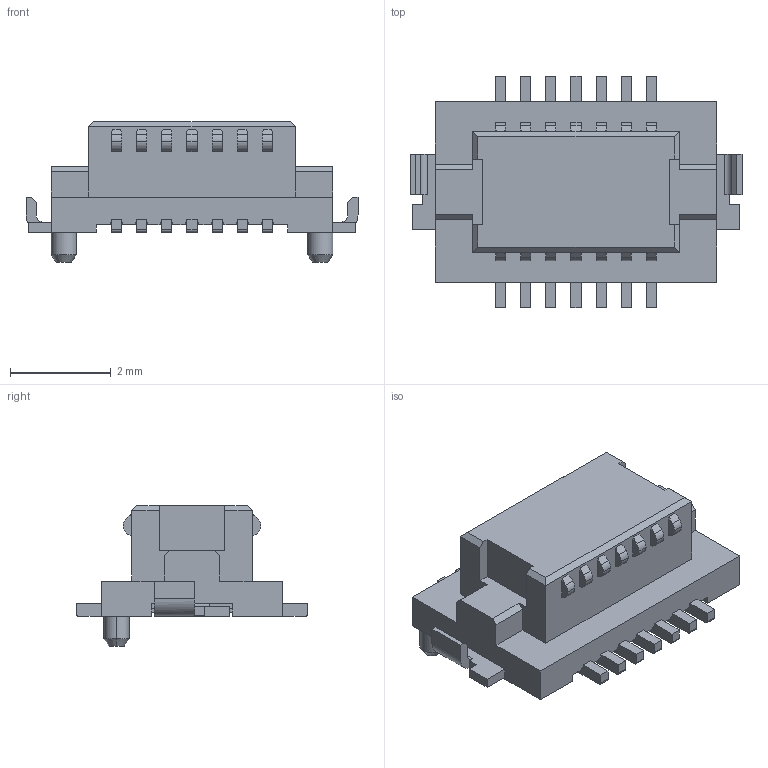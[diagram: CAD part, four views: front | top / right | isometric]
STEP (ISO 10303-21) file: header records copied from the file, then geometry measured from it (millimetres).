
FILE_DESCRIPTION(('CoCreate Modeling STEP Export'),'2;1');
FILE_NAME('DF12(3.0)-14DS-0.5V.stp','2014-03-27T13:14:25',(''),(''),'CoCreate Modeling STEP processor for AP214 (Solid Model)','CoCreate Modeling 17.0 01-Apr-2010 (C) Parametric Technology GmbH','');
FILE_SCHEMA(('AUTOMOTIVE_DESIGN { 1 0 10303 214 1 1 1 1 }'));
Length unit declared in the file: millimetre
Products named in the file (1): DF12(3.0)-14DS-0.5V
Bounding box: 6.6 x 4.6 x 2.8 mm (x, y, z)
Volume: 28.3 mm3; surface area: 100.3 mm2
Topology: 1 solids, 1 shells, 474 faces, 1340 edges, 884 vertices
Faces by surface type: plane 388, cylinder 82, cone 4
Entity records: 14548 total; most frequent: ORIENTED_EDGE 2680, CARTESIAN_POINT 2566, DIRECTION 2235, EDGE_CURVE 1340, VECTOR 1129, LINE 1129, VERTEX_POINT 884, AXIS2_PLACEMENT_3D 553
